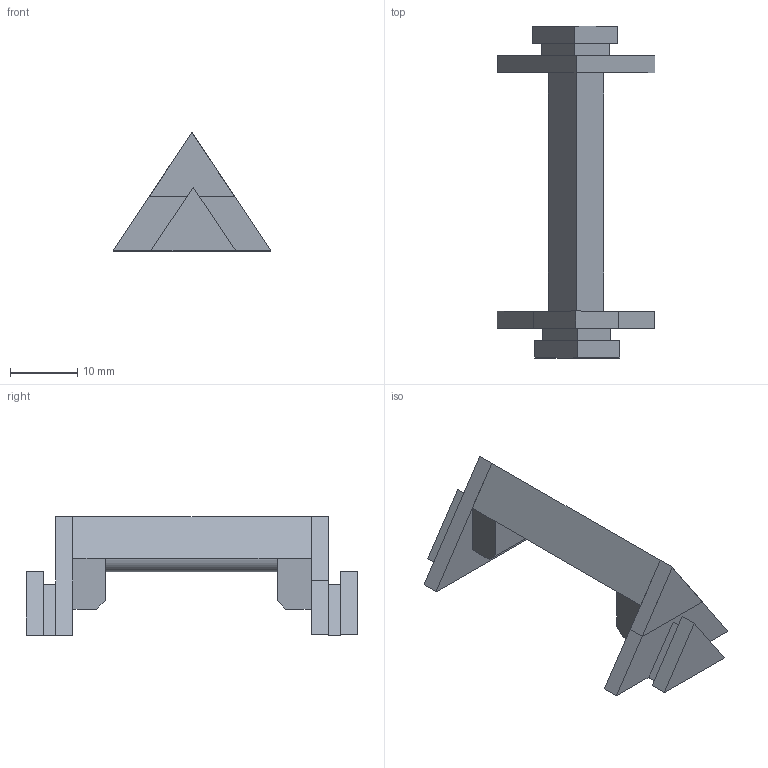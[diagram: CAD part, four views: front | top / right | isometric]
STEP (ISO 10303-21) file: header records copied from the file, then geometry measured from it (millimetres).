
FILE_DESCRIPTION(/* description */ (''),/* implementation_level */ '2;1');
FILE_NAME(/* name */ 'Sensor Board Mount complete v10.step',/* time_stamp */ '2025-04-28T14:52:28-07:00',/* author */ (''),/* organization */ (''),/* preprocessor_version */ 'ST-DEVELOPER v20.1',/* originating_system */ 'Autodesk Translation Framework v14.4.0.0',/* authorisation */ '');
FILE_SCHEMA (('AUTOMOTIVE_DESIGN { 1 0 10303 214 3 1 1 }'));
Length unit declared in the file: inch
Products named in the file (2): Sensor Board Mount complete; Sensor Board Mount
Assembly tree (2 placements, depth 2):
  Sensor Board Mount complete
    Sensor Board Mount  x2
Bounding box: 23.55 x 49.53 x 17.76 mm (x, y, z)
Volume: 3336.4 mm3; surface area: 2955.4 mm2
Topology: 3 solids, 3 shells, 52 faces, 124 edges, 78 vertices
Faces by surface type: plane 51, cylinder 1
Entity records: 1109 total; most frequent: CARTESIAN_POINT 186, ORIENTED_EDGE 178, DIRECTION 173, EDGE_CURVE 89, LINE 87, VECTOR 87, VERTEX_POINT 56, AXIS2_PLACEMENT_3D 43
